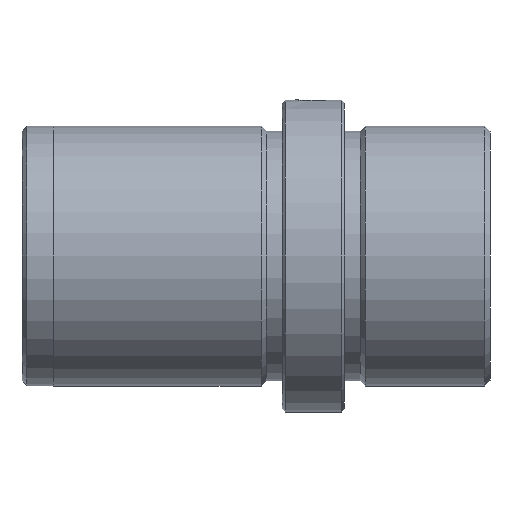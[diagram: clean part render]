
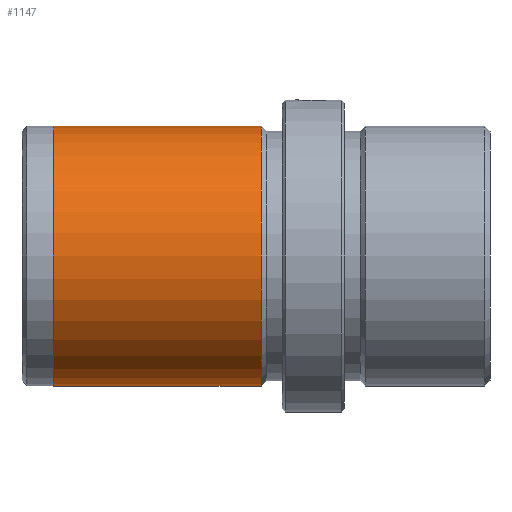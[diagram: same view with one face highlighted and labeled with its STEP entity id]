
A CAD part, left-side view. The second image highlights one B-rep face of the part: STEP entity #1147.
In plain terms, the highlighted cylindrical face has radius 12.5 mm (diameter 25 mm), a partial arc.
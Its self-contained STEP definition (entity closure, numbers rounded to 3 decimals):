
#12 = DIRECTION ( 'NONE',  ( 0., 0., -1. ) ) ;
#48 = EDGE_CURVE ( 'NONE', #1075, #1730, #245, .T. ) ;
#87 = CARTESIAN_POINT ( 'NONE',  ( 0., 0., -12.5 ) ) ;
#152 = CARTESIAN_POINT ( 'NONE',  ( 0., 22., 12.5 ) ) ;
#238 = DIRECTION ( 'NONE',  ( 0., 0., -1. ) ) ;
#245 = LINE ( 'NONE', #87, #1481 ) ;
#382 = CARTESIAN_POINT ( 'NONE',  ( 0., 42., -12.5 ) ) ;
#385 = CARTESIAN_POINT ( 'NONE',  ( 0., 42., 12.5 ) ) ;
#399 = ORIENTED_EDGE ( 'NONE', *, *, #1677, .F. ) ;
#412 = DIRECTION ( 'NONE',  ( 0., -1., 0. ) ) ;
#484 = VECTOR ( 'NONE', #1110, 1000. ) ;
#510 = CIRCLE ( 'NONE', #1282, 12.5 ) ;
#553 = VERTEX_POINT ( 'NONE', #152 ) ;
#772 = ORIENTED_EDGE ( 'NONE', *, *, #48, .T. ) ;
#794 = DIRECTION ( 'NONE',  ( 0., -1., 0. ) ) ;
#808 = ORIENTED_EDGE ( 'NONE', *, *, #944, .T. ) ;
#884 = CIRCLE ( 'NONE', #955, 12.5 ) ;
#913 = CYLINDRICAL_SURFACE ( 'NONE', #1018, 12.5 ) ;
#944 = EDGE_CURVE ( 'NONE', #1974, #1075, #884, .T. ) ;
#955 = AXIS2_PLACEMENT_3D ( 'NONE', #1938, #999, #12 ) ;
#999 = DIRECTION ( 'NONE',  ( 0., -1., 0. ) ) ;
#1018 = AXIS2_PLACEMENT_3D ( 'NONE', #1835, #1222, #238 ) ;
#1075 = VERTEX_POINT ( 'NONE', #382 ) ;
#1110 = DIRECTION ( 'NONE',  ( 0., -1., 0. ) ) ;
#1147 = ADVANCED_FACE ( 'NONE', ( #1787 ), #913, .T. ) ;
#1222 = DIRECTION ( 'NONE',  ( 0., -1., 0. ) ) ;
#1282 = AXIS2_PLACEMENT_3D ( 'NONE', #1739, #794, #1890 ) ;
#1335 = ORIENTED_EDGE ( 'NONE', *, *, #1446, .F. ) ;
#1446 = EDGE_CURVE ( 'NONE', #1974, #553, #1812, .T. ) ;
#1481 = VECTOR ( 'NONE', #412, 1000. ) ;
#1561 = EDGE_LOOP ( 'NONE', ( #1335, #808, #772, #399 ) ) ;
#1587 = CARTESIAN_POINT ( 'NONE',  ( 0., 22., -12.5 ) ) ;
#1677 = EDGE_CURVE ( 'NONE', #553, #1730, #510, .T. ) ;
#1730 = VERTEX_POINT ( 'NONE', #1587 ) ;
#1739 = CARTESIAN_POINT ( 'NONE',  ( 0., 22., 0. ) ) ;
#1787 = FACE_OUTER_BOUND ( 'NONE', #1561, .T. ) ;
#1812 = LINE ( 'NONE', #1875, #484 ) ;
#1835 = CARTESIAN_POINT ( 'NONE',  ( 0., 0., 0. ) ) ;
#1875 = CARTESIAN_POINT ( 'NONE',  ( 0., 0., 12.5 ) ) ;
#1890 = DIRECTION ( 'NONE',  ( 0., 0., -1. ) ) ;
#1938 = CARTESIAN_POINT ( 'NONE',  ( 0., 42., 0. ) ) ;
#1974 = VERTEX_POINT ( 'NONE', #385 ) ;
